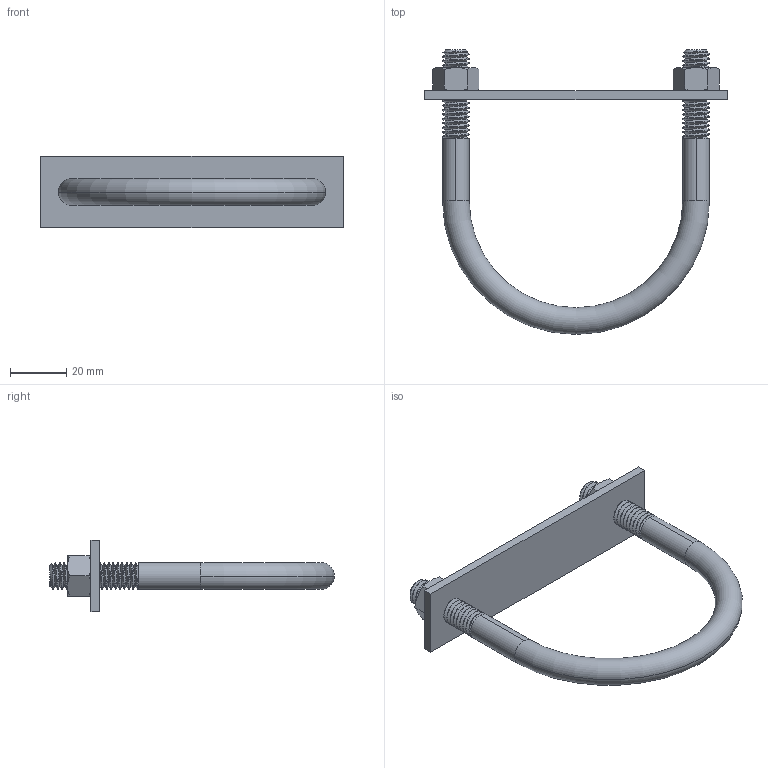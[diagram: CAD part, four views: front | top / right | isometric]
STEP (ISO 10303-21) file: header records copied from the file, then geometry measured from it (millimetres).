
FILE_DESCRIPTION (( 'STEP AP203' ), '1' );
FILE_NAME ('3043T83_U-Bolt.STEP', '2021-09-08T07:03:47', ( 'Administrator' ), ( 'Managed by Terraform' ), 'SwSTEP 2.0', 'SolidWorks 2017', '' );
FILE_SCHEMA (( 'CONFIG_CONTROL_DESIGN' ));
Length unit declared in the file: inch
Products named in the file (1): 3043T83_U-Bolt
Bounding box: 107.95 x 101.6 x 25.4 mm (x, y, z)
Volume: 26460 mm3; surface area: 15456.7 mm2
Topology: 1 solids, 1 shells, 150 faces, 402 edges, 258 vertices
Faces by surface type: cylinder 82, cone 28, plane 26, bspline 12, torus 2
Entity records: 15189 total; most frequent: CARTESIAN_POINT 11983, ORIENTED_EDGE 804, DIRECTION 508, EDGE_CURVE 402, VERTEX_POINT 258, AXIS2_PLACEMENT_3D 201, EDGE_LOOP 156, ADVANCED_FACE 150
